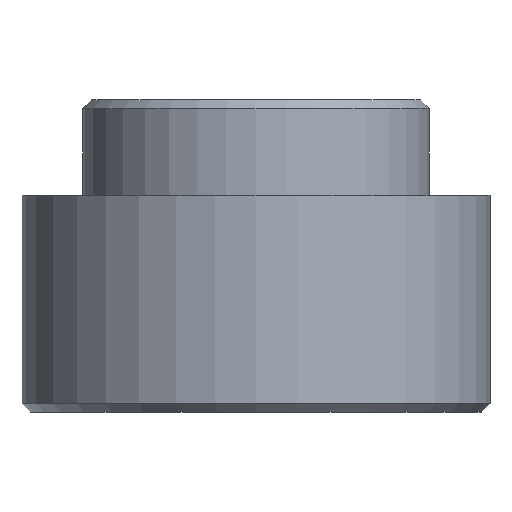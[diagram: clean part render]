
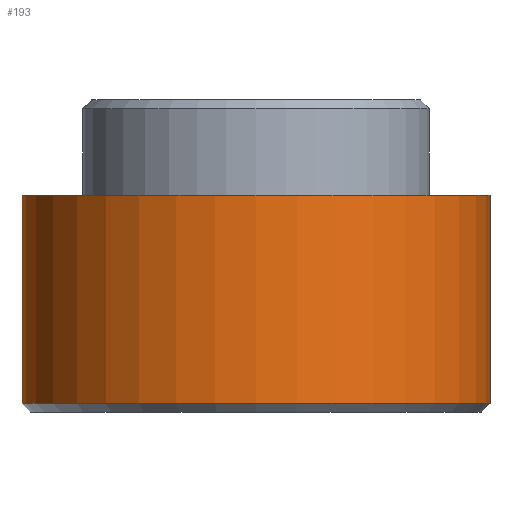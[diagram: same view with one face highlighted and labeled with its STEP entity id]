
A CAD part, front view. The second image highlights one B-rep face of the part: STEP entity #193.
In plain terms, the highlighted cylindrical face has radius 27 mm (diameter 54 mm), a partial arc.
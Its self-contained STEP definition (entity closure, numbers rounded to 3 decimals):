
#105=VERTEX_POINT('',#262);
#109=EDGE_CURVE('',#127,#105,#266,.T.);
#111=EDGE_CURVE('',#123,#105,#268,.T.);
#123=VERTEX_POINT('',#283);
#125=VERTEX_POINT('',#285);
#127=VERTEX_POINT('',#287);
#141=EDGE_CURVE('',#127,#125,#304,.T.);
#169=EDGE_CURVE('',#125,#123,#335,.T.);
#193=ADVANCED_FACE('',(#363),#364,.T.);
#262=CARTESIAN_POINT('',(-27.0,0.,25.0));
#266=CIRCLE('',#437,27.0);
#268=LINE('',#440,#441);
#283=CARTESIAN_POINT('',(-27.0,0.,1.));
#285=CARTESIAN_POINT('',(27.0,0.,1.));
#287=CARTESIAN_POINT('',(27.0,0.,25.0));
#304=LINE('',#484,#485);
#335=CIRCLE('',#523,27.0);
#363=FACE_OUTER_BOUND('',#557,.T.);
#364=CYLINDRICAL_SURFACE('',#558,27.0);
#437=AXIS2_PLACEMENT_3D('',#641,#642,#643);
#440=CARTESIAN_POINT('',(-27.0,0.,13.0));
#441=VECTOR('',#644,1.0);
#484=CARTESIAN_POINT('',(27.0,0.,13.0));
#485=VECTOR('',#685,1.0);
#523=AXIS2_PLACEMENT_3D('',#723,#724,#725);
#557=EDGE_LOOP('',(#762,#763,#764,#765));
#558=AXIS2_PLACEMENT_3D('',#766,#767,#768);
#641=CARTESIAN_POINT('',(0.,0.,25.0));
#642=DIRECTION('',(0.0,0.0,-1.0));
#643=DIRECTION('',(1.0,0.,0.0));
#644=DIRECTION('',(-0.0,-0.0,1.0));
#685=DIRECTION('',(0.0,0.0,-1.0));
#723=CARTESIAN_POINT('',(0.,0.,1.));
#724=DIRECTION('',(0.0,0.0,-1.0));
#725=DIRECTION('',(1.0,0.,0.0));
#762=ORIENTED_EDGE('',*,*,#141,.F.);
#763=ORIENTED_EDGE('',*,*,#109,.T.);
#764=ORIENTED_EDGE('',*,*,#111,.F.);
#765=ORIENTED_EDGE('',*,*,#169,.F.);
#766=CARTESIAN_POINT('',(0.,0.,13.0));
#767=DIRECTION('',(-0.0,-0.0,1.0));
#768=DIRECTION('',(1.0,0.,0.0));
